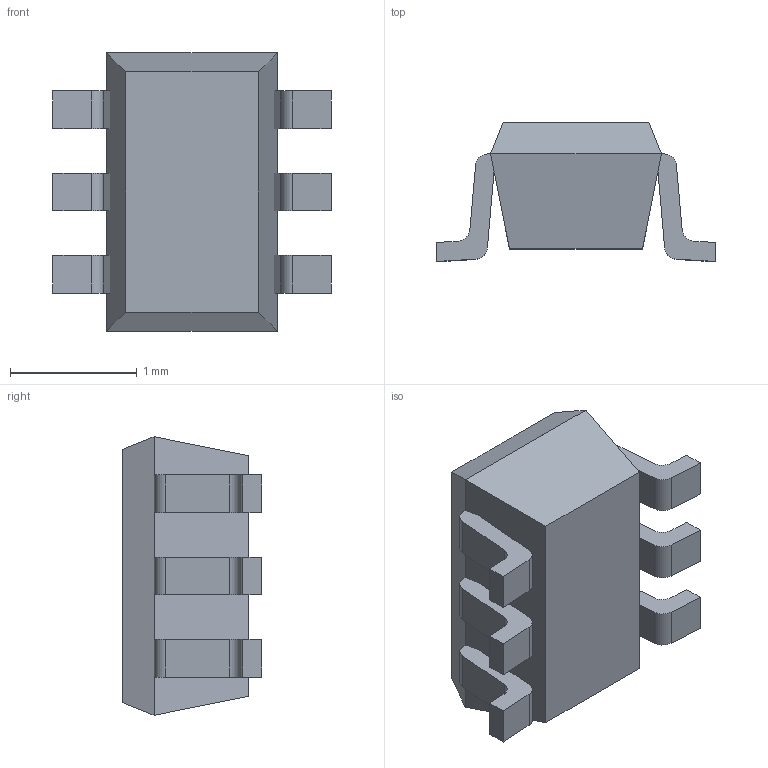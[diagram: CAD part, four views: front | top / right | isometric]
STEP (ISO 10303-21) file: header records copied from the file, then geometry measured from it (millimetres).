
FILE_DESCRIPTION (( 'STEP AP214' ), '1' );
FILE_NAME ('mosfet BSS138PS.STEP', '2022-03-23T10:26:13', ( '' ), ( '' ), 'SwSTEP 2.0', 'SolidWorks 2020', '' );
FILE_SCHEMA (( 'AUTOMOTIVE_DESIGN' ));
Length unit declared in the file: millimetre
Products named in the file (1): mosfet BSS138PS
Bounding box: 2.2 x 1.1 x 2.2 mm (x, y, z)
Volume: 2.8 mm3; surface area: 23.1 mm2
Topology: 5 solids, 5 shells, 94 faces, 245 edges, 162 vertices
Faces by surface type: plane 71, cylinder 23
Entity records: 3087 total; most frequent: CARTESIAN_POINT 502, ORIENTED_EDGE 490, DIRECTION 481, EDGE_CURVE 245, LINE 199, VECTOR 199, VERTEX_POINT 162, AXIS2_PLACEMENT_3D 141
